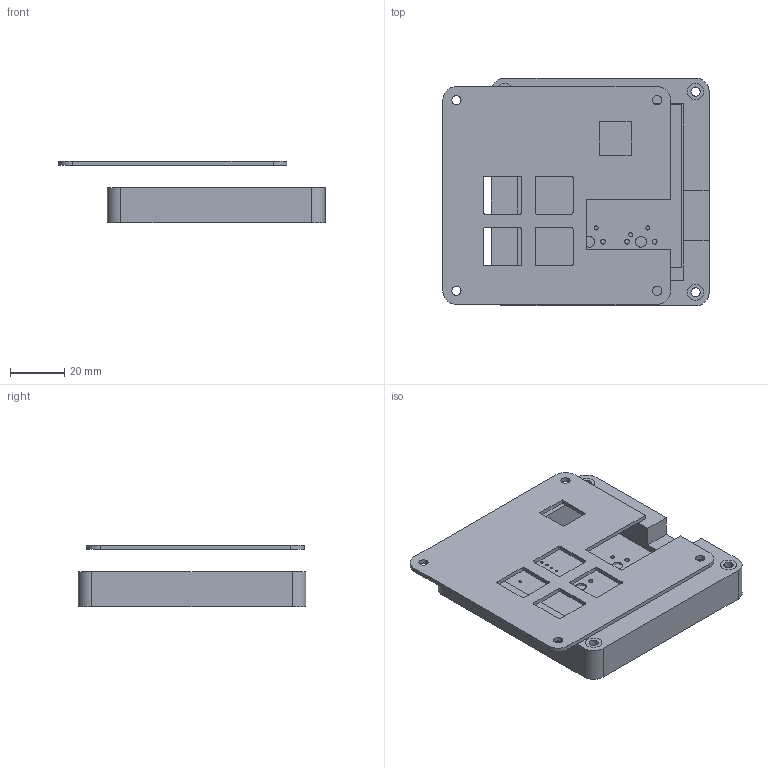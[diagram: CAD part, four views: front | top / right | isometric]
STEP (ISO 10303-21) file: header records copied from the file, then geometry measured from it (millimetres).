
FILE_DESCRIPTION(/* description */ ('STEP AP242','CAx-IF Rec.Pracs.---Representation and Presentation of Product Manufacturing Information (PMI)---4.0---2014-10-13','CAx-IF Rec.Pracs.---3D Tessellated Geometry---0.4---2014-09-14','2;1'),/* implementation_level */ '2;1');
FILE_NAME(/* name */ '687043fd5838dc772d208099',/* time_stamp */ '2025-07-10T22:51:42Z',/* author */ (''),/* organization */ (''),/* preprocessor_version */ 'ST-DEVELOPER v20',/* originating_system */ 'ONSHAPE BY PTC INC, 1.200',/* authorisation */ ' ');
FILE_SCHEMA (('AP242_MANAGED_MODEL_BASED_3D_ENGINEERING_MIM_LF { 1 0 10303 442 1 1 4 }'));
Length unit declared in the file: metre
Products named in the file (8): Assembly 1; Part 2; hackpad_PCB; Part 5; Part 1; Part 4; Part 3
Assembly tree (7 placements, depth 2):
  Assembly 1
    Part 2
    hackpad_PCB
    Part 5
    Part 1
    Part 1
    Part 4
    Part 3
Bounding box: 98.17 x 84 x 22.75 mm (x, y, z)
Volume: 58905.4 mm3; surface area: 41913.4 mm2
Topology: 7 solids, 7 shells, 437 faces, 1215 edges, 810 vertices
Faces by surface type: plane 168, bspline 151, cylinder 118
Full cylindrical faces by diameter (mm): 0.889 x14, 1 x5, 1.5 x8, 1.7 x8, 3.4 x8, 4 x4, 6 x8
Entity records: 14688 total; most frequent: CARTESIAN_POINT 4076, ORIENTED_EDGE 2320, DIRECTION 1682, EDGE_CURVE 1160, VERTEX_POINT 810, EDGE_LOOP 626, FACE_BOUND 626, LINE 622
